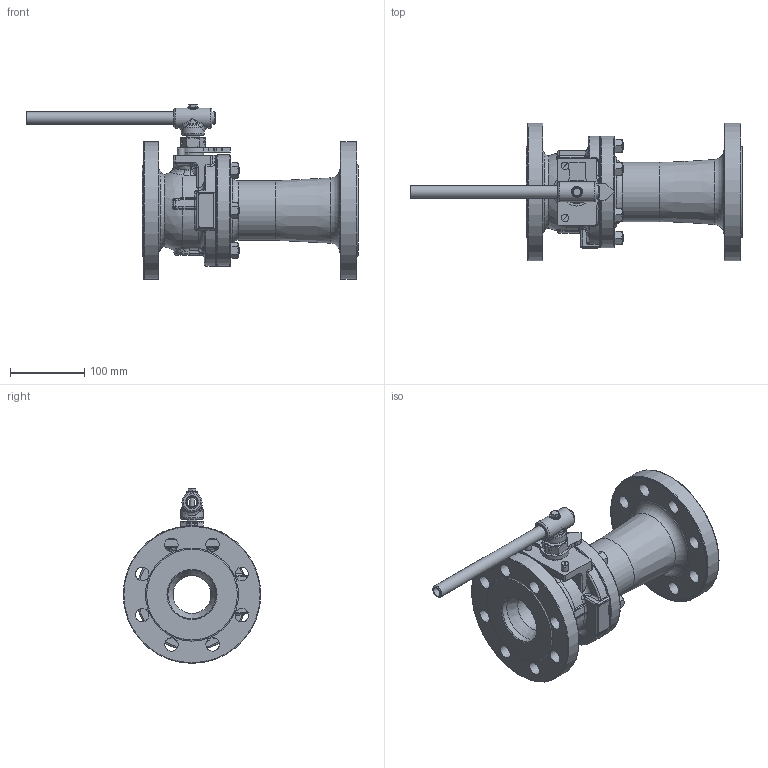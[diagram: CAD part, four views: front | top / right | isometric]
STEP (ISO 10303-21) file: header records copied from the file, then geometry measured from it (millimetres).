
FILE_DESCRIPTION(/* description */ (''),/* implementation_level */ '2;1');
FILE_NAME(/* name */ 'GA-F54-25-D40-W-A-1.stp',/* time_stamp */ '2021-10-26T12:33:02+01:00',/* author */ ('jaday'),/* organization */ (''),/* preprocessor_version */ 'ST-DEVELOPER v16.1',/* originating_system */ 'Autodesk Inventor 2016',/* authorisation */ '');
FILE_SCHEMA (('AUTOMOTIVE_DESIGN { 1 0 10303 214 3 1 1 }'));
Length unit declared in the file: millimetre
Products named in the file (1): GA-F54-25-D40-W-A-1
Bounding box: 446.5 x 185 x 234.91 mm (x, y, z)
Volume: 2540130.4 mm3; surface area: 327414.9 mm2
Topology: 1 solids, 1 shells, 624 faces, 1535 edges, 913 vertices
Faces by surface type: plane 200, cylinder 139, bspline 119, cone 111, torus 44, sphere 11
Full cylindrical faces by diameter (mm): 6 x1, 9.875 x2, 10.106 x3, 12 x6, 12.48 x1, 17.1 x2, 18.15 x16, 27 x1, 29.075 x1, 31 x1, 50.9 x1, 65 x2, 80 x1, 108 x1, 149.75 x1, 185 x2
Entity records: 21960 total; most frequent: CARTESIAN_POINT 8146, ORIENTED_EDGE 2820, DIRECTION 2527, EDGE_CURVE 1410, AXIS2_PLACEMENT_3D 1050, VERTEX_POINT 885, EDGE_LOOP 787, FACE_OUTER_BOUND 624
